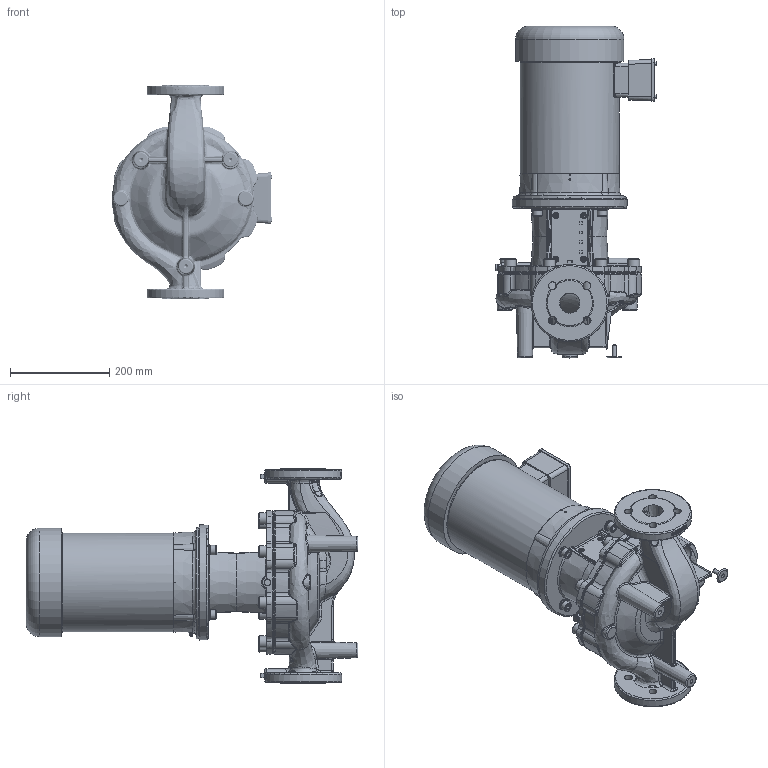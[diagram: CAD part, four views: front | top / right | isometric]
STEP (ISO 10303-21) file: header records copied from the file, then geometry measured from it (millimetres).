
FILE_DESCRIPTION(/* description */ (''),/* implementation_level */ '2;1');
FILE_NAME(/* name */ '2760800 - PUMP IL1.5-70_130-4-S1E 460V_3_60 TEFC_Shrinkwrap_1.stp',/* time_stamp */ '2022-03-22T10:50:32-05:00',/* author */ ('faliszekte'),/* organization */ (''),/* preprocessor_version */ 'ST-DEVELOPER v18.1',/* originating_system */ 'Autodesk Inventor 2021',/* authorisation */ '');
FILE_SCHEMA (('AUTOMOTIVE_DESIGN { 1 0 10303 214 3 1 1 }'));
Length unit declared in the file: inch
Products named in the file (1): 2760800 - PUMP IL1.5-70_130-4-S1E 460V_3_60 TEFC_Shrinkwrap_1
Bounding box: 324.12 x 668.5 x 431.8 mm (x, y, z)
Surface area: 978798.3 mm2 (no closed solid volume)
Topology: 0 solids, 47 shells, 3423 faces, 9638 edges, 6207 vertices
Faces by surface type: plane 1232, cylinder 950, bspline 751, cone 338, torus 94, sphere 58
Full cylindrical faces by diameter (mm): 3.734 x1, 3.768 x1, 8.141 x10, 8.179 x8, 8.38 x3, 8.6 x2, 9 x8, 10.162 x60, 10.516 x4, 11 x8, 11.1 x1, 12.7 x60, 14 x2, 16 x8, 19.05 x4, 23.812 x8, 28.569 x1, 155.45 x2, 199.542 x1, 215.862 x1, 218.328 x1
Entity records: 202296 total; most frequent: CARTESIAN_POINT 116026, ORIENTED_EDGE 17928, DIRECTION 16084, EDGE_CURVE 9570, VERTEX_POINT 6207, AXIS2_PLACEMENT_3D 6034, LINE 4016, VECTOR 4016
